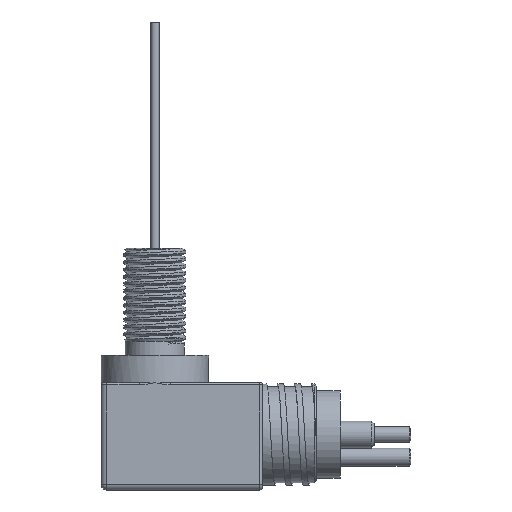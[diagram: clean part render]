
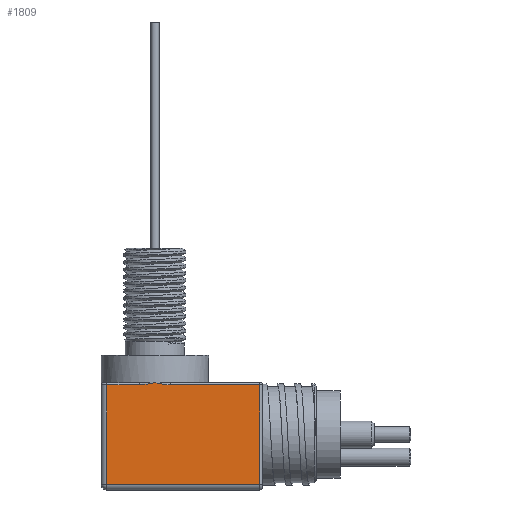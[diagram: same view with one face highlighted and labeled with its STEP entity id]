
A CAD part, front view. The second image highlights one B-rep face of the part: STEP entity #1809.
In plain terms, the highlighted planar face has unit normal (0, -1, 0).
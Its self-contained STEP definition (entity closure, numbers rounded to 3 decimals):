
#219=B_SPLINE_CURVE_WITH_KNOTS($,3,(#5799,#5800,#5801,#5802,#5803,#5804),
 .UNSPECIFIED.,.F.,.F.,(4,2,4),(-0.001,0.,0.274),
 .UNSPECIFIED.);
#221=B_SPLINE_CURVE_WITH_KNOTS($,3,(#5888,#5889,#5890,#5891,#5892,#5893),
 .UNSPECIFIED.,.F.,.F.,(4,2,4),(0.537,0.811,0.813),
 .UNSPECIFIED.);
#330=FACE_OUTER_BOUND($,#461,.T.);
#461=EDGE_LOOP($,(#1456,#1457,#1458,#1459,#1460,#1461,#1462));
#571=LINE($,#5734,#677);
#578=LINE($,#5762,#684);
#585=LINE($,#5825,#691);
#590=LINE($,#6018,#696);
#591=LINE($,#6019,#697);
#677=VECTOR($,#2269,15.872);
#684=VECTOR($,#2302,17.6);
#691=VECTOR($,#2331,5.772);
#696=VECTOR($,#2366,17.6);
#697=VECTOR($,#2367,27.1);
#820=VERTEX_POINT($,#5727);
#822=VERTEX_POINT($,#5732);
#830=VERTEX_POINT($,#5756);
#831=VERTEX_POINT($,#5797);
#836=VERTEX_POINT($,#5815);
#838=VERTEX_POINT($,#5821);
#850=VERTEX_POINT($,#6017);
#1018=EDGE_CURVE($,#822,#820,#571,.T.);
#1033=EDGE_CURVE($,#820,#830,#578,.T.);
#1038=EDGE_CURVE($,#831,#822,#219,.T.);
#1048=EDGE_CURVE($,#836,#838,#585,.T.);
#1051=EDGE_CURVE($,#838,#831,#221,.T.);
#1069=EDGE_CURVE($,#850,#836,#590,.T.);
#1070=EDGE_CURVE($,#830,#850,#591,.T.);
#1456=ORIENTED_EDGE($,*,*,#1033,.F.);
#1457=ORIENTED_EDGE($,*,*,#1018,.F.);
#1458=ORIENTED_EDGE($,*,*,#1038,.F.);
#1459=ORIENTED_EDGE($,*,*,#1051,.F.);
#1460=ORIENTED_EDGE($,*,*,#1048,.F.);
#1461=ORIENTED_EDGE($,*,*,#1069,.F.);
#1462=ORIENTED_EDGE($,*,*,#1070,.F.);
#1597=PLANE($,#1966);
#1809=ADVANCED_FACE($,(#330),#1597,.T.);
#1966=AXIS2_PLACEMENT_3D($,#6016,#2364,#2365);
#2269=DIRECTION($,(1.,0.,0.));
#2302=DIRECTION($,(0.,0.,-1.));
#2331=DIRECTION($,(1.,0.,0.));
#2364=DIRECTION('center_axis',(0.,-1.,0.));
#2365=DIRECTION('ref_axis',(0.,0.,-1.));
#2366=DIRECTION($,(0.,0.,1.));
#2367=DIRECTION($,(-1.,0.,0.));
#5727=CARTESIAN_POINT('',(18.6,-9.5,-0.4));
#5732=CARTESIAN_POINT('',(2.728,-9.5,-0.4));
#5734=CARTESIAN_POINT($,(-2.375,-9.5,-0.4));
#5756=CARTESIAN_POINT('',(18.6,-9.5,-18.));
#5762=CARTESIAN_POINT($,(18.6,-9.5,0.));
#5797=CARTESIAN_POINT('',(0.,-9.5,0.));
#5799=CARTESIAN_POINT('Ctrl Pts',(0.,-9.5,0.));
#5800=CARTESIAN_POINT('Ctrl Pts',(0.004,-9.5,-0.001));
#5801=CARTESIAN_POINT('Ctrl Pts',(0.009,-9.5,-0.002));
#5802=CARTESIAN_POINT('Ctrl Pts',(0.909,-9.5,-0.188));
#5803=CARTESIAN_POINT('Ctrl Pts',(1.813,-9.5,-0.4));
#5804=CARTESIAN_POINT('Ctrl Pts',(2.728,-9.5,-0.4));
#5815=CARTESIAN_POINT('',(-8.5,-9.5,-0.4));
#5821=CARTESIAN_POINT('',(-2.728,-9.5,-0.4));
#5825=CARTESIAN_POINT($,(-2.375,-9.5,-0.4));
#5888=CARTESIAN_POINT('Ctrl Pts',(-2.728,-9.5,-0.4));
#5889=CARTESIAN_POINT('Ctrl Pts',(-1.813,-9.5,-0.4));
#5890=CARTESIAN_POINT('Ctrl Pts',(-0.909,-9.5,
-0.187));
#5891=CARTESIAN_POINT('Ctrl Pts',(-0.009,-9.5,-0.002));
#5892=CARTESIAN_POINT('Ctrl Pts',(-0.004,-9.5,-0.001));
#5893=CARTESIAN_POINT('Ctrl Pts',(0.,-9.5,0.));
#6016=CARTESIAN_POINT('Origin',(-9.5,-9.5,0.));
#6017=CARTESIAN_POINT('',(-8.5,-9.5,-18.));
#6018=CARTESIAN_POINT($,(-8.5,-9.5,0.));
#6019=CARTESIAN_POINT($,(-2.375,-9.5,-18.));
